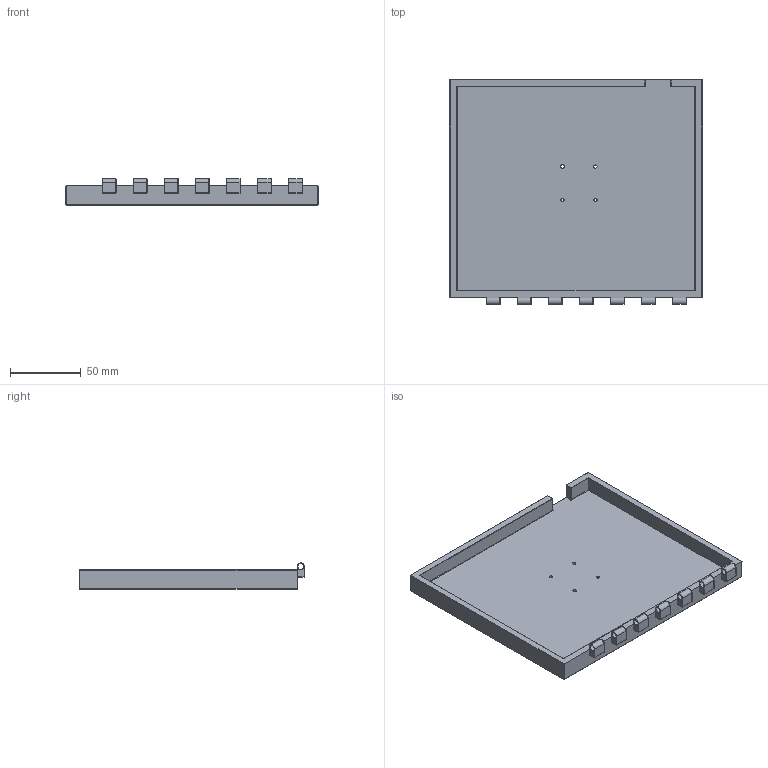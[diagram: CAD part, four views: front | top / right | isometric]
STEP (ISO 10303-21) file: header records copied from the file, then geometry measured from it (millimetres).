
FILE_DESCRIPTION(/* description */ ('STEP AP242 Edition 2','CAx-IF Rec.Pracs.---Representation and Presentation of Product Manufacturing Information (PMI)---4.0---2014-10-13','CAx-IF Rec.Pracs.---3D Tessellated Geometry---0.4---2014-09-14','2;1','CAx-IF Rec.Pracs.---User Defined Attributes---1.5---2016-08-15'),/* implementation_level */ '2;1');
FILE_NAME(/* name */ '693f1b3c63d45a1661a32814',/* time_stamp */ '2025-12-14T20:17:00Z',/* author */ (''),/* organization */ (''),/* preprocessor_version */ 'ST-DEVELOPER v20',/* originating_system */ 'ONSHAPE BY PTC INC, 1.208',/* authorisation */ ' ');
FILE_SCHEMA (('AP242_MANAGED_MODEL_BASED_3D_ENGINEERING_MIM_LF { 1 0 10303 442 3 1 4 }'));
Length unit declared in the file: metre
Products named in the file (1): Part 1
Bounding box: 178.53 x 159.27 x 18.5 mm (x, y, z)
Volume: 117799.7 mm3; surface area: 72813.4 mm2
Topology: 1 solids, 1 shells, 194 faces, 492 edges, 263 vertices
Faces by surface type: cylinder 92, plane 49, torus 30, sphere 23
Full cylindrical faces by diameter (mm): 2.3 x2, 2.4 x2, 4.25 x7
Entity records: 5378 total; most frequent: DIRECTION 982, CARTESIAN_POINT 964, ORIENTED_EDGE 860, EDGE_CURVE 430, AXIS2_PLACEMENT_3D 387, VERTEX_POINT 249, EDGE_LOOP 227, FACE_BOUND 227
